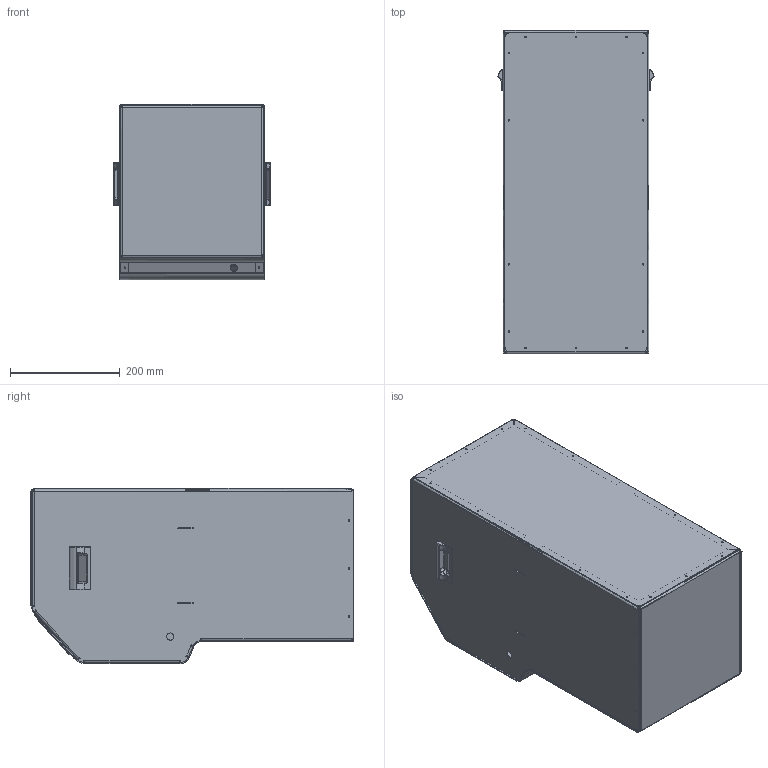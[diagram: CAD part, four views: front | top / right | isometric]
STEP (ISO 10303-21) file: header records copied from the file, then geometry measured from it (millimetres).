
FILE_DESCRIPTION(('FreeCAD Model'),'2;1');
FILE_NAME('Open CASCADE Shape Model','2025-05-09T09:33:18',('FreeCAD'),( 'FreeCAD'),'Open CASCADE STEP processor 7.6','FreeCAD','Unknown');
FILE_SCHEMA(('AUTOMOTIVE_DESIGN { 1 0 10303 214 1 1 1 1 }'));
Products named in the file (1): Open CASCADE STEP translator 7.6 1
Bounding box: 285.06 x 589.35 x 319.28 mm (x, y, z)
Volume: 1762877 mm3; surface area: 2018945.3 mm2
Topology: 13 solids, 13 shells, 1556 faces, 4289 edges, 2689 vertices
Faces by surface type: bspline 1556
Entity records: 57284 total; most frequent: CARTESIAN_POINT 32117, ORIENTED_EDGE 8482, EDGE_CURVE 4241, B_SPLINE_CURVE_WITH_KNOTS 3284, VERTEX_POINT 2689, FACE_BOUND 1968, EDGE_LOOP 1968, ADVANCED_FACE 1556
